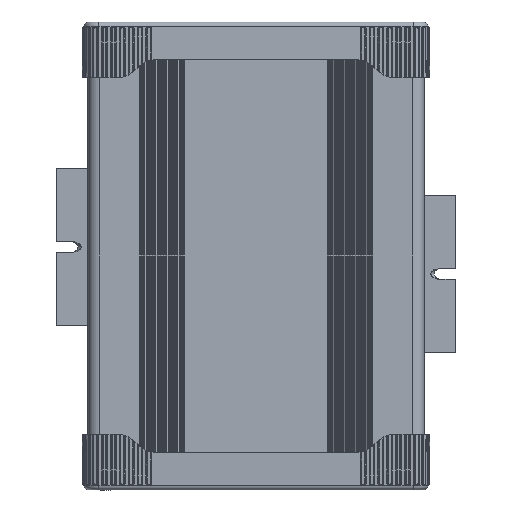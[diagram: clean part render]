
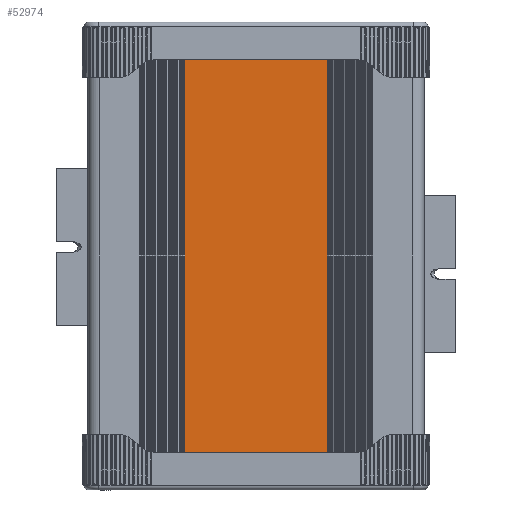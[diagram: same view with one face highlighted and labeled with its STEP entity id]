
A CAD part, front view. The second image highlights one B-rep face of the part: STEP entity #52974.
In plain terms, the highlighted planar face has unit normal (0, -1, 0).
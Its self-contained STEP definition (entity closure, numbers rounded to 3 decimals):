
#2150 = DIRECTION ( 'NONE',  ( 0., 1., 0. ) ) ;
#2886 = LINE ( 'NONE', #12430, #63229 ) ;
#3724 = CARTESIAN_POINT ( 'NONE',  ( -35.968, -26.25, 110.25 ) ) ;
#5985 = ORIENTED_EDGE ( 'NONE', *, *, #43606, .F. ) ;
#8908 = VECTOR ( 'NONE', #75371, 1000. ) ;
#11925 = EDGE_CURVE ( 'NONE', #70650, #58880, #2886, .T. ) ;
#12175 = ORIENTED_EDGE ( 'NONE', *, *, #56860, .F. ) ;
#12430 = CARTESIAN_POINT ( 'NONE',  ( -35.968, -26.25, -110.25 ) ) ;
#18968 = VERTEX_POINT ( 'NONE', #25512 ) ;
#24909 = LINE ( 'NONE', #38722, #8908 ) ;
#25512 = CARTESIAN_POINT ( 'NONE',  ( -35.968, -26.25, 110.25 ) ) ;
#28154 = EDGE_LOOP ( 'NONE', ( #29369, #5985, #12175, #73529 ) ) ;
#29369 = ORIENTED_EDGE ( 'NONE', *, *, #11925, .T. ) ;
#29738 = LINE ( 'NONE', #3724, #75948 ) ;
#30029 = DIRECTION ( 'NONE',  ( 0., 0., -1. ) ) ;
#36321 = VECTOR ( 'NONE', #30029, 1000. ) ;
#38244 = PLANE ( 'NONE',  #69501 ) ;
#38722 = CARTESIAN_POINT ( 'NONE',  ( -35.968, -26.25, 110.25 ) ) ;
#39039 = CARTESIAN_POINT ( 'NONE',  ( -35.968, -26.25, -110.25 ) ) ;
#40576 = CARTESIAN_POINT ( 'NONE',  ( 35.968, -26.25, -110.25 ) ) ;
#42479 = DIRECTION ( 'NONE',  ( 1., 0., 0. ) ) ;
#43409 = EDGE_CURVE ( 'NONE', #18968, #70650, #29738, .T. ) ;
#43606 = EDGE_CURVE ( 'NONE', #46611, #58880, #60815, .T. ) ;
#44272 = DIRECTION ( 'NONE',  ( 0., 0., 1. ) ) ;
#46611 = VERTEX_POINT ( 'NONE', #56469 ) ;
#52974 = ADVANCED_FACE ( 'NONE', ( #54407 ), #38244, .F. ) ;
#54407 = FACE_OUTER_BOUND ( 'NONE', #28154, .T. ) ;
#56469 = CARTESIAN_POINT ( 'NONE',  ( 35.968, -26.25, 110.25 ) ) ;
#56860 = EDGE_CURVE ( 'NONE', #18968, #46611, #24909, .T. ) ;
#57977 = DIRECTION ( 'NONE',  ( 0., 0., -1. ) ) ;
#58880 = VERTEX_POINT ( 'NONE', #40576 ) ;
#60815 = LINE ( 'NONE', #72299, #36321 ) ;
#63229 = VECTOR ( 'NONE', #42479, 1000. ) ;
#69501 = AXIS2_PLACEMENT_3D ( 'NONE', #74404, #2150, #44272 ) ;
#70650 = VERTEX_POINT ( 'NONE', #39039 ) ;
#72299 = CARTESIAN_POINT ( 'NONE',  ( 35.968, -26.25, 110.25 ) ) ;
#73529 = ORIENTED_EDGE ( 'NONE', *, *, #43409, .T. ) ;
#74404 = CARTESIAN_POINT ( 'NONE',  ( -35.968, -26.25, 110.25 ) ) ;
#75371 = DIRECTION ( 'NONE',  ( 1., 0., 0. ) ) ;
#75948 = VECTOR ( 'NONE', #57977, 1000. ) ;
